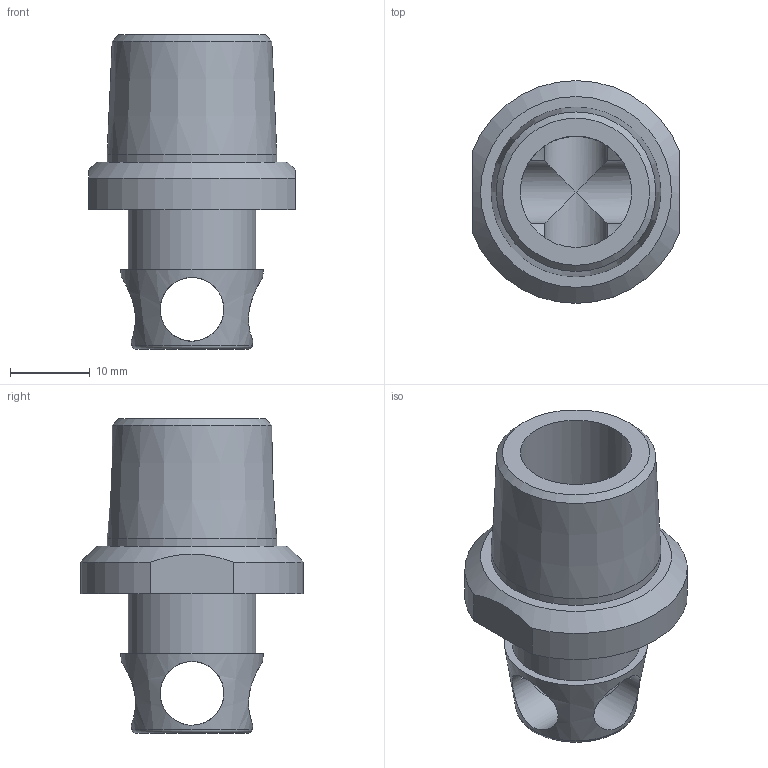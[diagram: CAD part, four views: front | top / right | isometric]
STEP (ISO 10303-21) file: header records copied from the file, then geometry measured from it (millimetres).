
FILE_DESCRIPTION( ( 'Unknown' ), '1' );
FILE_NAME( '0113140.stp', 'Unknown', ( 'Unknown' ), ( 'Unknown' ), 'XStep 1.0', 'Unknown', ' ' );
FILE_SCHEMA( ( 'CONFIG_CONTROL_DESIGN' ) );
Length unit declared in the file: millimetre
Products named in the file (1): 1
Bounding box: 26 x 28 x 39.5 mm (x, y, z)
Volume: 6414 mm3; surface area: 4904.4 mm2
Topology: 1 solids, 1 shells, 25 faces, 69 edges, 45 vertices
Faces by surface type: cylinder 9, cone 8, plane 7, torus 1
Full cylindrical faces by diameter (mm): 8 x4, 14 x1, 16 x1, 21.336 x1
Entity records: 1138 total; most frequent: CARTESIAN_POINT 567, DIRECTION 104, ORIENTED_EDGE 94, AXIS2_PLACEMENT_3D 49, EDGE_CURVE 47, EDGE_LOOP 45, VERTEX_POINT 36, FACE_OUTER_BOUND 33
